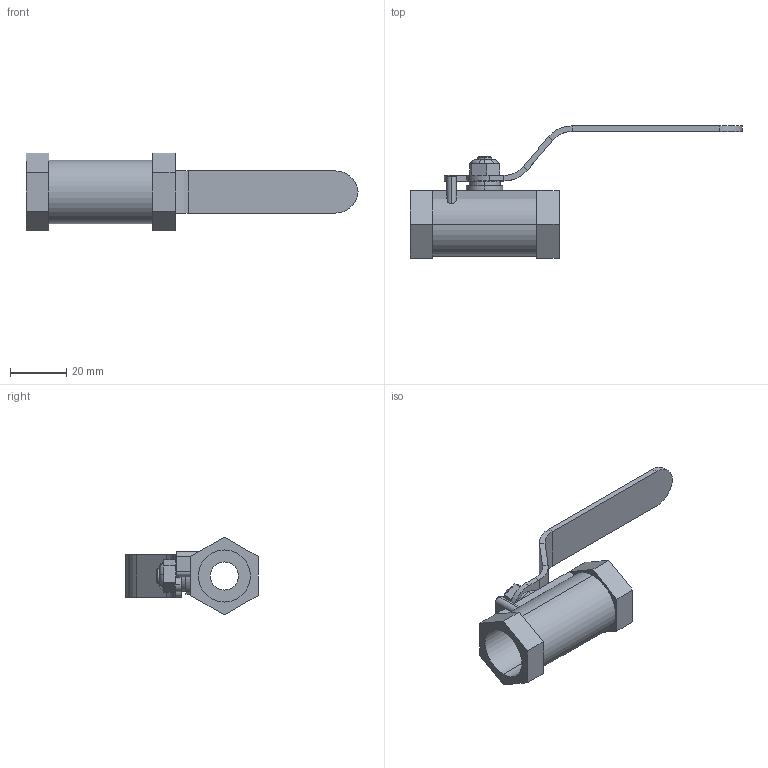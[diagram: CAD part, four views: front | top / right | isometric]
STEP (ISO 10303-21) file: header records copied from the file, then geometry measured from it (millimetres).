
FILE_DESCRIPTION (( 'STEP AP214' ), '1' );
FILE_NAME ('SCBV-Q601-16FA-20(G1x2).step', '2025-11-03T06:55:44', ( 'KTP' ), ( '' ), 'SwSTEP 2.0', 'SolidWorks 2021', '' );
FILE_SCHEMA (( 'AUTOMOTIVE_DESIGN' ));
Length unit declared in the file: millimetre
Products named in the file (1): SCBV-Q601-16FA-20(G1x2)
Bounding box: 117.98 x 47 x 27.71 mm (x, y, z)
Volume: 17838.7 mm3; surface area: 11704.6 mm2
Topology: 1 solids, 1 shells, 101 faces, 234 edges, 144 vertices
Faces by surface type: plane 59, cylinder 33, torus 7, cone 2
Entity records: 2973 total; most frequent: DIRECTION 523, CARTESIAN_POINT 506, ORIENTED_EDGE 468, EDGE_CURVE 234, AXIS2_PLACEMENT_3D 189, LINE 145, VECTOR 145, VERTEX_POINT 144
